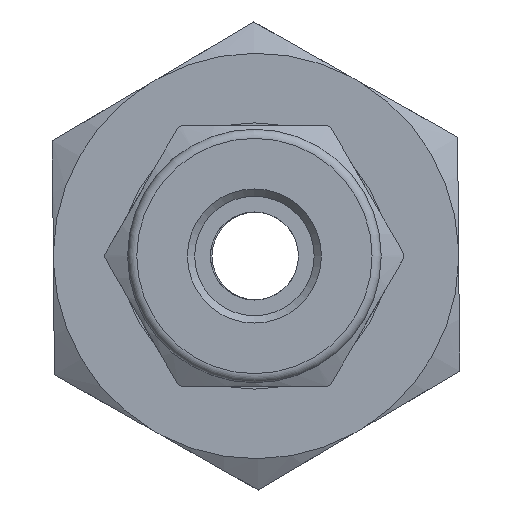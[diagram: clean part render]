
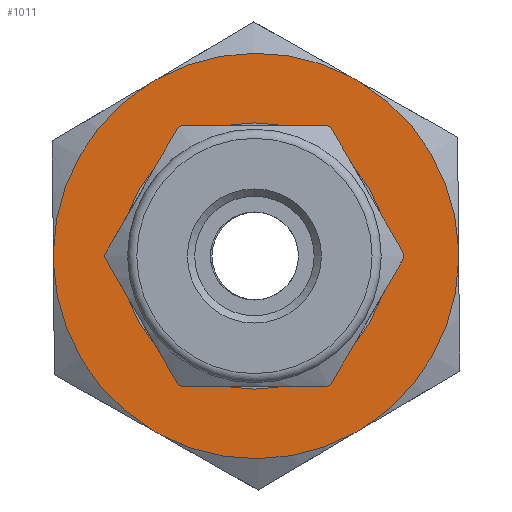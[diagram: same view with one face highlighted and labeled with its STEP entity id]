
A CAD part, left-side view. The second image highlights one B-rep face of the part: STEP entity #1011.
In plain terms, the highlighted planar face has unit normal (-1, 0, 0).
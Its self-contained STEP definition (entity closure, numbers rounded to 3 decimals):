
#22=FACE_BOUND('',#234,.T.);
#62=CIRCLE('',#1097,5.9);
#87=CIRCLE('',#1141,11.114);
#88=CIRCLE('',#1142,11.114);
#89=CIRCLE('',#1143,11.114);
#90=CIRCLE('',#1144,11.114);
#91=CIRCLE('',#1145,11.114);
#92=CIRCLE('',#1146,11.114);
#165=FACE_OUTER_BOUND('',#233,.T.);
#233=EDGE_LOOP('',(#819,#820,#821,#822,#823,#824,#825,#826,#827,#828,#829,
#830));
#234=EDGE_LOOP('',(#831));
#290=LINE('',#1699,#342);
#291=LINE('',#1703,#343);
#292=LINE('',#1707,#344);
#293=LINE('',#1711,#345);
#294=LINE('',#1715,#346);
#295=LINE('',#1719,#347);
#342=VECTOR('',#1383,10.);
#343=VECTOR('',#1386,10.);
#344=VECTOR('',#1389,10.);
#345=VECTOR('',#1392,10.);
#346=VECTOR('',#1395,10.);
#347=VECTOR('',#1398,10.);
#435=VERTEX_POINT('',#1621);
#456=VERTEX_POINT('',#1697);
#457=VERTEX_POINT('',#1698);
#458=VERTEX_POINT('',#1700);
#459=VERTEX_POINT('',#1702);
#460=VERTEX_POINT('',#1704);
#461=VERTEX_POINT('',#1706);
#462=VERTEX_POINT('',#1708);
#463=VERTEX_POINT('',#1710);
#464=VERTEX_POINT('',#1712);
#465=VERTEX_POINT('',#1714);
#466=VERTEX_POINT('',#1716);
#467=VERTEX_POINT('',#1718);
#548=EDGE_CURVE('',#435,#435,#62,.T.);
#584=EDGE_CURVE('',#456,#457,#290,.T.);
#585=EDGE_CURVE('',#458,#457,#87,.T.);
#586=EDGE_CURVE('',#458,#459,#291,.T.);
#587=EDGE_CURVE('',#460,#459,#88,.T.);
#588=EDGE_CURVE('',#460,#461,#292,.T.);
#589=EDGE_CURVE('',#462,#461,#89,.T.);
#590=EDGE_CURVE('',#462,#463,#293,.T.);
#591=EDGE_CURVE('',#464,#463,#90,.T.);
#592=EDGE_CURVE('',#464,#465,#294,.T.);
#593=EDGE_CURVE('',#466,#465,#91,.T.);
#594=EDGE_CURVE('',#466,#467,#295,.T.);
#595=EDGE_CURVE('',#456,#467,#92,.T.);
#819=ORIENTED_EDGE('',*,*,#584,.T.);
#820=ORIENTED_EDGE('',*,*,#585,.F.);
#821=ORIENTED_EDGE('',*,*,#586,.T.);
#822=ORIENTED_EDGE('',*,*,#587,.F.);
#823=ORIENTED_EDGE('',*,*,#588,.T.);
#824=ORIENTED_EDGE('',*,*,#589,.F.);
#825=ORIENTED_EDGE('',*,*,#590,.T.);
#826=ORIENTED_EDGE('',*,*,#591,.F.);
#827=ORIENTED_EDGE('',*,*,#592,.T.);
#828=ORIENTED_EDGE('',*,*,#593,.F.);
#829=ORIENTED_EDGE('',*,*,#594,.T.);
#830=ORIENTED_EDGE('',*,*,#595,.F.);
#831=ORIENTED_EDGE('',*,*,#548,.T.);
#965=PLANE('',#1140);
#1011=ADVANCED_FACE('',(#165,#22),#965,.T.);
#1097=AXIS2_PLACEMENT_3D('',#1622,#1284,#1285);
#1140=AXIS2_PLACEMENT_3D('',#1696,#1381,#1382);
#1141=AXIS2_PLACEMENT_3D('',#1701,#1384,#1385);
#1142=AXIS2_PLACEMENT_3D('',#1705,#1387,#1388);
#1143=AXIS2_PLACEMENT_3D('',#1709,#1390,#1391);
#1144=AXIS2_PLACEMENT_3D('',#1713,#1393,#1394);
#1145=AXIS2_PLACEMENT_3D('',#1717,#1396,#1397);
#1146=AXIS2_PLACEMENT_3D('',#1720,#1399,#1400);
#1284=DIRECTION('center_axis',(1.,0.,0.));
#1285=DIRECTION('ref_axis',(0.,1.,0.));
#1381=DIRECTION('center_axis',(-1.,0.,0.));
#1382=DIRECTION('ref_axis',(0.,0.,1.));
#1383=DIRECTION('',(0.,0.87,0.492));
#1384=DIRECTION('center_axis',(1.,0.,0.));
#1385=DIRECTION('ref_axis',(0.,1.,0.));
#1386=DIRECTION('',(0.,0.862,-0.508));
#1387=DIRECTION('center_axis',(1.,0.,0.));
#1388=DIRECTION('ref_axis',(0.,1.,0.));
#1389=DIRECTION('',(0.,-0.009,-1.));
#1390=DIRECTION('center_axis',(1.,0.,0.));
#1391=DIRECTION('ref_axis',(0.,1.,0.));
#1392=DIRECTION('',(0.,-0.87,-0.492));
#1393=DIRECTION('center_axis',(1.,0.,0.));
#1394=DIRECTION('ref_axis',(0.,1.,0.));
#1395=DIRECTION('',(0.,-0.862,0.508));
#1396=DIRECTION('center_axis',(1.,0.,0.));
#1397=DIRECTION('ref_axis',(0.,1.,0.));
#1398=DIRECTION('',(0.,0.009,1.));
#1399=DIRECTION('center_axis',(1.,0.,0.));
#1400=DIRECTION('ref_axis',(0.,1.,0.));
#1621=CARTESIAN_POINT('',(17.844,-5.813,0.));
#1622=CARTESIAN_POINT('Origin',(17.844,0.087,0.));
#1696=CARTESIAN_POINT('Origin',(17.844,7.882,0.));
#1697=CARTESIAN_POINT('',(17.844,-5.74,9.517));
#1698=CARTESIAN_POINT('',(17.844,-5.199,9.823));
#1699=CARTESIAN_POINT('',(17.844,-5.275,9.78));
#1700=CARTESIAN_POINT('',(17.844,5.372,9.73));
#1701=CARTESIAN_POINT('Origin',(17.844,0.,0.));
#1702=CARTESIAN_POINT('',(17.844,5.908,9.414));
#1703=CARTESIAN_POINT('',(17.844,5.802,9.476));
#1704=CARTESIAN_POINT('',(17.844,11.112,0.213));
#1705=CARTESIAN_POINT('Origin',(17.844,0.,0.));
#1706=CARTESIAN_POINT('',(17.844,11.107,-0.409));
#1707=CARTESIAN_POINT('',(17.844,11.138,3.144));
#1708=CARTESIAN_POINT('',(17.844,5.74,-9.517));
#1709=CARTESIAN_POINT('Origin',(17.844,0.,0.));
#1710=CARTESIAN_POINT('',(17.844,5.199,-9.823));
#1711=CARTESIAN_POINT('',(17.844,11.247,-6.403));
#1712=CARTESIAN_POINT('',(17.844,-5.372,-9.73));
#1713=CARTESIAN_POINT('Origin',(17.844,0.,0.));
#1714=CARTESIAN_POINT('',(17.844,-5.908,-9.414));
#1715=CARTESIAN_POINT('',(17.844,0.049,-12.924));
#1716=CARTESIAN_POINT('',(17.844,-11.112,-0.213));
#1717=CARTESIAN_POINT('Origin',(17.844,0.,0.));
#1718=CARTESIAN_POINT('',(17.844,-11.107,0.409));
#1719=CARTESIAN_POINT('',(17.844,-11.138,-3.074));
#1720=CARTESIAN_POINT('Origin',(17.844,0.,0.));
